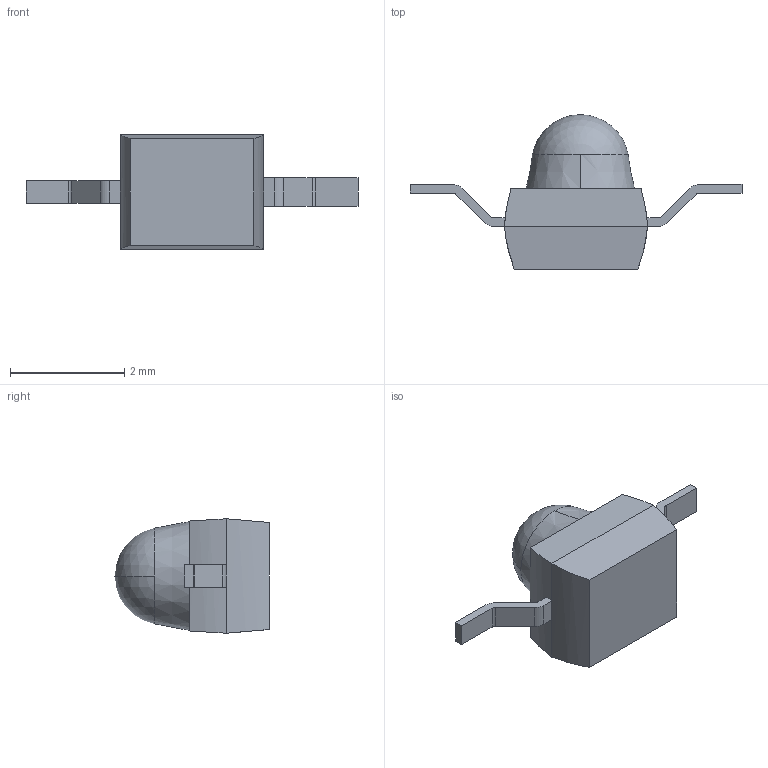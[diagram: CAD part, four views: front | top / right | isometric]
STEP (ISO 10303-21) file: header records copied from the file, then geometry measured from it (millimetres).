
FILE_DESCRIPTION (( 'STEP AP214' ), '1' );
FILE_NAME ('SSL-LXA228SRC-TR31.STEP', '2023-09-20T23:18:03', ( '' ), ( '' ), 'SwSTEP 2.0', 'SolidWorks 2021', '' );
FILE_SCHEMA (( 'AUTOMOTIVE_DESIGN' ));
Length unit declared in the file: millimetre
Products named in the file (1): SSL-LXA228SRC-TR31
Bounding box: 5.8 x 2.7 x 2 mm (x, y, z)
Volume: 9.2 mm3; surface area: 29.8 mm2
Topology: 3 solids, 3 shells, 42 faces, 102 edges, 67 vertices
Faces by surface type: plane 24, cylinder 14, cone 2, sphere 2
Entity records: 1282 total; most frequent: CARTESIAN_POINT 236, DIRECTION 208, ORIENTED_EDGE 204, EDGE_CURVE 102, AXIS2_PLACEMENT_3D 71, VERTEX_POINT 67, LINE 66, VECTOR 66
